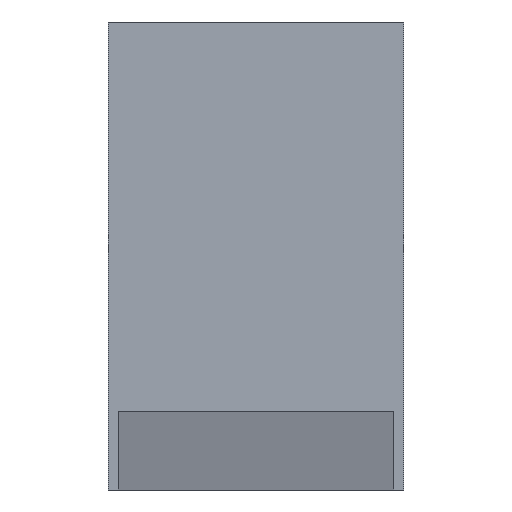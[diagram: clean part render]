
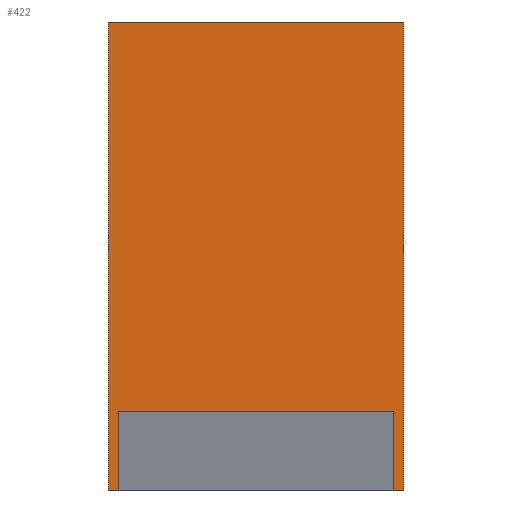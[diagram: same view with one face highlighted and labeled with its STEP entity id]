
A CAD part, front view. The second image highlights one B-rep face of the part: STEP entity #422.
In plain terms, the highlighted planar face has unit normal (0, -1, 0).
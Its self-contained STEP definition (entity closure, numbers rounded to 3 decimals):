
#24 = VERTEX_POINT('',#25);
#25 = CARTESIAN_POINT('',(-4.089,-1.6,0.));
#31 = EDGE_CURVE('',#24,#32,#34,.T.);
#32 = VERTEX_POINT('',#33);
#33 = CARTESIAN_POINT('',(-3.81,-1.6,0.));
#34 = LINE('',#35,#36);
#35 = CARTESIAN_POINT('',(-4.089,-1.6,0.));
#36 = VECTOR('',#37,1.);
#37 = DIRECTION('',(1.,0.,0.));
#40 = VERTEX_POINT('',#41);
#41 = CARTESIAN_POINT('',(3.81,-1.6,0.));
#47 = EDGE_CURVE('',#40,#48,#50,.T.);
#48 = VERTEX_POINT('',#49);
#49 = CARTESIAN_POINT('',(4.089,-1.6,0.));
#50 = LINE('',#51,#52);
#51 = CARTESIAN_POINT('',(-4.089,-1.6,0.));
#52 = VECTOR('',#53,1.);
#53 = DIRECTION('',(1.,0.,0.));
#278 = VERTEX_POINT('',#279);
#279 = CARTESIAN_POINT('',(-4.089,-1.6,12.95));
#285 = EDGE_CURVE('',#24,#278,#286,.T.);
#286 = LINE('',#287,#288);
#287 = CARTESIAN_POINT('',(-4.089,-1.6,0.));
#288 = VECTOR('',#289,1.);
#289 = DIRECTION('',(0.,0.,1.));
#422 = ADVANCED_FACE('',(#423),#464,.F.);
#423 = FACE_BOUND('',#424,.F.);
#424 = EDGE_LOOP('',(#425,#426,#427,#435,#441,#442,#450,#458));
#425 = ORIENTED_EDGE('',*,*,#31,.F.);
#426 = ORIENTED_EDGE('',*,*,#285,.T.);
#427 = ORIENTED_EDGE('',*,*,#428,.T.);
#428 = EDGE_CURVE('',#278,#429,#431,.T.);
#429 = VERTEX_POINT('',#430);
#430 = CARTESIAN_POINT('',(4.089,-1.6,12.95));
#431 = LINE('',#432,#433);
#432 = CARTESIAN_POINT('',(-4.089,-1.6,12.95));
#433 = VECTOR('',#434,1.);
#434 = DIRECTION('',(1.,0.,0.));
#435 = ORIENTED_EDGE('',*,*,#436,.F.);
#436 = EDGE_CURVE('',#48,#429,#437,.T.);
#437 = LINE('',#438,#439);
#438 = CARTESIAN_POINT('',(4.089,-1.6,0.));
#439 = VECTOR('',#440,1.);
#440 = DIRECTION('',(0.,0.,1.));
#441 = ORIENTED_EDGE('',*,*,#47,.F.);
#442 = ORIENTED_EDGE('',*,*,#443,.F.);
#443 = EDGE_CURVE('',#444,#40,#446,.T.);
#444 = VERTEX_POINT('',#445);
#445 = CARTESIAN_POINT('',(3.81,-1.6,2.159));
#446 = LINE('',#447,#448);
#447 = CARTESIAN_POINT('',(3.81,-1.6,2.159));
#448 = VECTOR('',#449,1.);
#449 = DIRECTION('',(0.,0.,-1.));
#450 = ORIENTED_EDGE('',*,*,#451,.F.);
#451 = EDGE_CURVE('',#452,#444,#454,.T.);
#452 = VERTEX_POINT('',#453);
#453 = CARTESIAN_POINT('',(-3.81,-1.6,2.159));
#454 = LINE('',#455,#456);
#455 = CARTESIAN_POINT('',(-3.81,-1.6,2.159));
#456 = VECTOR('',#457,1.);
#457 = DIRECTION('',(1.,0.,0.));
#458 = ORIENTED_EDGE('',*,*,#459,.T.);
#459 = EDGE_CURVE('',#452,#32,#460,.T.);
#460 = LINE('',#461,#462);
#461 = CARTESIAN_POINT('',(-3.81,-1.6,2.159));
#462 = VECTOR('',#463,1.);
#463 = DIRECTION('',(0.,0.,-1.));
#464 = PLANE('',#465);
#465 = AXIS2_PLACEMENT_3D('',#466,#467,#468);
#466 = CARTESIAN_POINT('',(-4.089,-1.6,0.));
#467 = DIRECTION('',(0.,1.,0.));
#468 = DIRECTION('',(1.,0.,0.));
